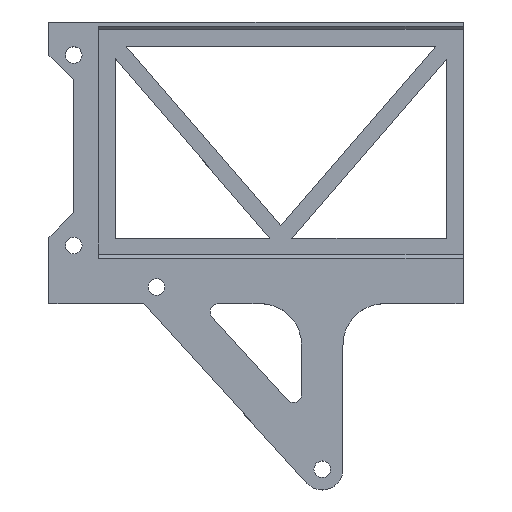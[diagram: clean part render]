
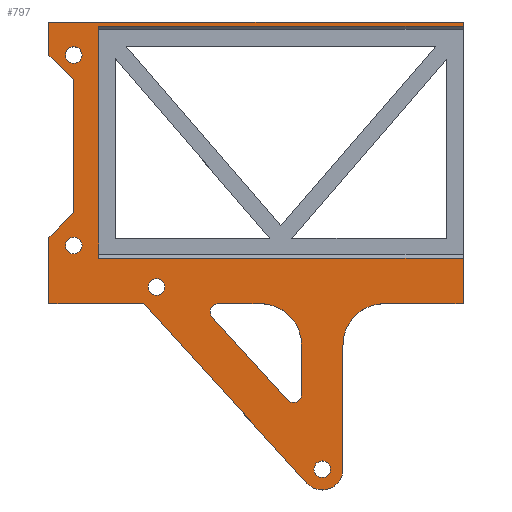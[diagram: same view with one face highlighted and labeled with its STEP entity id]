
A CAD part, top view. The second image highlights one B-rep face of the part: STEP entity #797.
In plain terms, the highlighted planar face has unit normal (0, 0, 1).
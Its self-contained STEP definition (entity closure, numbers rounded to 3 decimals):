
#26=FACE_BOUND('',#137,.T.);
#27=FACE_BOUND('',#138,.T.);
#28=FACE_BOUND('',#139,.T.);
#29=FACE_BOUND('',#140,.T.);
#30=FACE_BOUND('',#141,.T.);
#52=PLANE('',#870);
#87=FACE_OUTER_BOUND('',#136,.T.);
#136=EDGE_LOOP('',(#684,#685,#686,#687,#688,#689,#690,#691,#692,#693,#694,
#695,#696,#697,#698,#699,#700));
#137=EDGE_LOOP('',(#701,#702,#703,#704,#705,#706));
#138=EDGE_LOOP('',(#707));
#139=EDGE_LOOP('',(#708,#709));
#140=EDGE_LOOP('',(#710,#711));
#141=EDGE_LOOP('',(#712,#713));
#156=LINE('',#1112,#246);
#158=LINE('',#1122,#248);
#164=LINE('',#1133,#254);
#165=LINE('',#1136,#255);
#170=LINE('',#1151,#260);
#174=LINE('',#1162,#264);
#179=LINE('',#1178,#269);
#215=LINE('',#1258,#305);
#221=LINE('',#1270,#311);
#223=LINE('',#1273,#313);
#225=LINE('',#1277,#315);
#226=LINE('',#1279,#316);
#227=LINE('',#1281,#317);
#228=LINE('',#1283,#318);
#229=LINE('',#1285,#319);
#230=LINE('',#1287,#320);
#231=LINE('',#1289,#321);
#232=LINE('',#1290,#322);
#246=VECTOR('',#901,10.);
#248=VECTOR('',#911,10.);
#254=VECTOR('',#919,10.);
#255=VECTOR('',#922,10.);
#260=VECTOR('',#935,10.);
#264=VECTOR('',#947,10.);
#269=VECTOR('',#966,10.);
#305=VECTOR('',#1030,10.);
#311=VECTOR('',#1038,10.);
#313=VECTOR('',#1042,10.);
#315=VECTOR('',#1048,10.);
#316=VECTOR('',#1049,10.);
#317=VECTOR('',#1050,10.);
#318=VECTOR('',#1051,10.);
#319=VECTOR('',#1052,10.);
#320=VECTOR('',#1053,10.);
#321=VECTOR('',#1054,10.);
#322=VECTOR('',#1055,10.);
#333=CIRCLE('',#830,1.);
#334=CIRCLE('',#833,1.);
#336=CIRCLE('',#839,5.);
#339=CIRCLE('',#844,5.);
#341=CIRCLE('',#848,1.);
#343=CIRCLE('',#851,2.5);
#347=CIRCLE('',#871,1.);
#348=CIRCLE('',#872,1.);
#349=CIRCLE('',#873,1.);
#350=CIRCLE('',#874,1.);
#351=CIRCLE('',#875,1.);
#352=CIRCLE('',#876,1.);
#355=VERTEX_POINT('',#1102);
#356=VERTEX_POINT('',#1104);
#358=VERTEX_POINT('',#1110);
#359=VERTEX_POINT('',#1114);
#361=VERTEX_POINT('',#1120);
#362=VERTEX_POINT('',#1121);
#366=VERTEX_POINT('',#1131);
#367=VERTEX_POINT('',#1135);
#369=VERTEX_POINT('',#1141);
#370=VERTEX_POINT('',#1142);
#373=VERTEX_POINT('',#1150);
#376=VERTEX_POINT('',#1158);
#378=VERTEX_POINT('',#1167);
#380=VERTEX_POINT('',#1176);
#408=VERTEX_POINT('',#1254);
#410=VERTEX_POINT('',#1257);
#413=VERTEX_POINT('',#1264);
#415=VERTEX_POINT('',#1268);
#416=VERTEX_POINT('',#1278);
#417=VERTEX_POINT('',#1280);
#418=VERTEX_POINT('',#1282);
#419=VERTEX_POINT('',#1284);
#420=VERTEX_POINT('',#1286);
#421=VERTEX_POINT('',#1288);
#422=VERTEX_POINT('',#1291);
#423=VERTEX_POINT('',#1292);
#424=VERTEX_POINT('',#1295);
#425=VERTEX_POINT('',#1296);
#426=VERTEX_POINT('',#1299);
#427=VERTEX_POINT('',#1300);
#430=EDGE_CURVE('',#355,#356,#333,.T.);
#434=EDGE_CURVE('',#355,#358,#156,.T.);
#435=EDGE_CURVE('',#359,#358,#334,.T.);
#438=EDGE_CURVE('',#361,#362,#158,.T.);
#444=EDGE_CURVE('',#359,#366,#164,.T.);
#445=EDGE_CURVE('',#367,#361,#165,.T.);
#448=EDGE_CURVE('',#369,#370,#336,.T.);
#452=EDGE_CURVE('',#373,#370,#170,.T.);
#457=EDGE_CURVE('',#376,#366,#339,.T.);
#458=EDGE_CURVE('',#376,#356,#174,.T.);
#462=EDGE_CURVE('',#378,#378,#341,.T.);
#464=EDGE_CURVE('',#362,#373,#343,.T.);
#467=EDGE_CURVE('',#369,#380,#179,.T.);
#506=EDGE_CURVE('',#410,#408,#215,.T.);
#512=EDGE_CURVE('',#413,#415,#221,.T.);
#514=EDGE_CURVE('',#408,#413,#223,.T.);
#516=EDGE_CURVE('',#380,#410,#225,.T.);
#517=EDGE_CURVE('',#415,#416,#226,.T.);
#518=EDGE_CURVE('',#416,#417,#227,.T.);
#519=EDGE_CURVE('',#417,#418,#228,.T.);
#520=EDGE_CURVE('',#419,#418,#229,.T.);
#521=EDGE_CURVE('',#419,#420,#230,.T.);
#522=EDGE_CURVE('',#421,#420,#231,.T.);
#523=EDGE_CURVE('',#421,#367,#232,.T.);
#524=EDGE_CURVE('',#422,#423,#347,.T.);
#525=EDGE_CURVE('',#423,#422,#348,.T.);
#526=EDGE_CURVE('',#424,#425,#349,.T.);
#527=EDGE_CURVE('',#425,#424,#350,.T.);
#528=EDGE_CURVE('',#426,#427,#351,.T.);
#529=EDGE_CURVE('',#427,#426,#352,.T.);
#684=ORIENTED_EDGE('',*,*,#438,.T.);
#685=ORIENTED_EDGE('',*,*,#464,.T.);
#686=ORIENTED_EDGE('',*,*,#452,.T.);
#687=ORIENTED_EDGE('',*,*,#448,.F.);
#688=ORIENTED_EDGE('',*,*,#467,.T.);
#689=ORIENTED_EDGE('',*,*,#516,.T.);
#690=ORIENTED_EDGE('',*,*,#506,.T.);
#691=ORIENTED_EDGE('',*,*,#514,.T.);
#692=ORIENTED_EDGE('',*,*,#512,.T.);
#693=ORIENTED_EDGE('',*,*,#517,.T.);
#694=ORIENTED_EDGE('',*,*,#518,.T.);
#695=ORIENTED_EDGE('',*,*,#519,.T.);
#696=ORIENTED_EDGE('',*,*,#520,.F.);
#697=ORIENTED_EDGE('',*,*,#521,.T.);
#698=ORIENTED_EDGE('',*,*,#522,.F.);
#699=ORIENTED_EDGE('',*,*,#523,.T.);
#700=ORIENTED_EDGE('',*,*,#445,.T.);
#701=ORIENTED_EDGE('',*,*,#444,.T.);
#702=ORIENTED_EDGE('',*,*,#457,.F.);
#703=ORIENTED_EDGE('',*,*,#458,.T.);
#704=ORIENTED_EDGE('',*,*,#430,.F.);
#705=ORIENTED_EDGE('',*,*,#434,.T.);
#706=ORIENTED_EDGE('',*,*,#435,.F.);
#707=ORIENTED_EDGE('',*,*,#462,.T.);
#708=ORIENTED_EDGE('',*,*,#524,.T.);
#709=ORIENTED_EDGE('',*,*,#525,.T.);
#710=ORIENTED_EDGE('',*,*,#526,.T.);
#711=ORIENTED_EDGE('',*,*,#527,.T.);
#712=ORIENTED_EDGE('',*,*,#528,.T.);
#713=ORIENTED_EDGE('',*,*,#529,.T.);
#797=ADVANCED_FACE('',(#87,#26,#27,#28,#29,#30),#52,.T.);
#830=AXIS2_PLACEMENT_3D('',#1105,#894,#895);
#833=AXIS2_PLACEMENT_3D('',#1115,#904,#905);
#839=AXIS2_PLACEMENT_3D('',#1143,#927,#928);
#844=AXIS2_PLACEMENT_3D('',#1160,#943,#944);
#848=AXIS2_PLACEMENT_3D('',#1169,#954,#955);
#851=AXIS2_PLACEMENT_3D('',#1172,#960,#961);
#870=AXIS2_PLACEMENT_3D('',#1276,#1046,#1047);
#871=AXIS2_PLACEMENT_3D('',#1293,#1056,#1057);
#872=AXIS2_PLACEMENT_3D('',#1294,#1058,#1059);
#873=AXIS2_PLACEMENT_3D('',#1297,#1060,#1061);
#874=AXIS2_PLACEMENT_3D('',#1298,#1062,#1063);
#875=AXIS2_PLACEMENT_3D('',#1301,#1064,#1065);
#876=AXIS2_PLACEMENT_3D('',#1302,#1066,#1067);
#894=DIRECTION('center_axis',(0.,0.,1.));
#895=DIRECTION('ref_axis',(0.361,-0.933,0.));
#901=DIRECTION('',(-0.673,0.74,0.));
#904=DIRECTION('center_axis',(0.,0.,1.));
#905=DIRECTION('ref_axis',(-0.915,0.405,0.));
#911=DIRECTION('',(0.673,-0.74,0.));
#919=DIRECTION('',(1.,0.,0.));
#922=DIRECTION('',(1.,0.,0.));
#927=DIRECTION('center_axis',(0.,0.,1.));
#928=DIRECTION('ref_axis',(-0.707,0.707,0.));
#935=DIRECTION('',(0.,1.,0.));
#943=DIRECTION('center_axis',(0.,0.,1.));
#944=DIRECTION('ref_axis',(0.707,0.707,0.));
#947=DIRECTION('',(0.,-1.,0.));
#954=DIRECTION('center_axis',(0.,0.,-1.));
#955=DIRECTION('ref_axis',(-1.,0.,0.));
#960=DIRECTION('center_axis',(0.,0.,1.));
#961=DIRECTION('ref_axis',(-1.,0.,0.));
#966=DIRECTION('',(1.,0.,0.));
#1030=DIRECTION('',(-1.,0.,0.));
#1038=DIRECTION('',(1.,0.,0.));
#1042=DIRECTION('',(0.,1.,0.));
#1046=DIRECTION('center_axis',(0.,0.,1.));
#1047=DIRECTION('ref_axis',(1.,0.,0.));
#1048=DIRECTION('',(0.,1.,0.));
#1049=DIRECTION('',(0.,1.,0.));
#1050=DIRECTION('',(-1.,0.,0.));
#1051=DIRECTION('',(0.,-1.,0.));
#1052=DIRECTION('',(-0.707,0.707,0.));
#1053=DIRECTION('',(0.,-1.,0.));
#1054=DIRECTION('',(0.707,0.707,0.));
#1055=DIRECTION('',(0.,-1.,0.));
#1056=DIRECTION('center_axis',(0.,0.,-1.));
#1057=DIRECTION('ref_axis',(1.,0.,0.));
#1058=DIRECTION('center_axis',(0.,0.,-1.));
#1059=DIRECTION('ref_axis',(1.,0.,0.));
#1060=DIRECTION('center_axis',(0.,0.,-1.));
#1061=DIRECTION('ref_axis',(1.,0.,0.));
#1062=DIRECTION('center_axis',(0.,0.,-1.));
#1063=DIRECTION('ref_axis',(1.,0.,0.));
#1064=DIRECTION('center_axis',(0.,0.,-1.));
#1065=DIRECTION('ref_axis',(1.,0.,0.));
#1066=DIRECTION('center_axis',(0.,0.,-1.));
#1067=DIRECTION('ref_axis',(1.,0.,0.));
#1102=CARTESIAN_POINT('',(2.715,-30.158,2.));
#1104=CARTESIAN_POINT('',(4.455,-29.485,2.));
#1105=CARTESIAN_POINT('Origin',(3.455,-29.485,2.));
#1110=CARTESIAN_POINT('',(-6.328,-20.211,2.));
#1112=CARTESIAN_POINT('',(8.805,-36.857,2.));
#1114=CARTESIAN_POINT('',(-5.588,-18.538,2.));
#1115=CARTESIAN_POINT('Origin',(-5.588,-19.538,2.));
#1120=CARTESIAN_POINT('',(-14.606,-18.538,2.));
#1121=CARTESIAN_POINT('',(5.105,-40.22,2.));
#1122=CARTESIAN_POINT('',(-14.895,-18.22,2.));
#1131=CARTESIAN_POINT('',(-0.545,-18.538,2.));
#1133=CARTESIAN_POINT('',(-26.045,-18.538,2.));
#1135=CARTESIAN_POINT('',(-26.045,-18.538,2.));
#1136=CARTESIAN_POINT('',(-26.045,-18.538,2.));
#1141=CARTESIAN_POINT('',(14.455,-18.538,2.));
#1142=CARTESIAN_POINT('',(9.455,-23.538,2.));
#1143=CARTESIAN_POINT('Origin',(14.455,-23.538,2.));
#1150=CARTESIAN_POINT('',(9.455,-38.538,2.));
#1151=CARTESIAN_POINT('',(9.455,-38.538,2.));
#1158=CARTESIAN_POINT('',(4.455,-23.538,2.));
#1160=CARTESIAN_POINT('Origin',(-0.545,-23.538,2.));
#1162=CARTESIAN_POINT('',(4.455,-18.538,2.));
#1167=CARTESIAN_POINT('',(7.955,-38.538,2.));
#1169=CARTESIAN_POINT('Origin',(6.955,-38.538,2.));
#1172=CARTESIAN_POINT('Origin',(6.955,-38.538,2.));
#1176=CARTESIAN_POINT('',(23.955,-18.538,2.));
#1178=CARTESIAN_POINT('',(-26.045,-18.538,2.));
#1254=CARTESIAN_POINT('',(-20.045,-13.038,2.));
#1257=CARTESIAN_POINT('',(23.955,-13.038,2.));
#1258=CARTESIAN_POINT('',(11.455,-13.038,2.));
#1264=CARTESIAN_POINT('',(-20.045,14.962,2.));
#1268=CARTESIAN_POINT('',(23.955,14.962,2.));
#1270=CARTESIAN_POINT('',(-10.545,14.962,2.));
#1273=CARTESIAN_POINT('',(-20.045,-7.288,2.));
#1276=CARTESIAN_POINT('Origin',(-1.045,-1.538,2.));
#1277=CARTESIAN_POINT('',(23.955,-18.538,2.));
#1278=CARTESIAN_POINT('',(23.955,15.462,2.));
#1279=CARTESIAN_POINT('',(23.955,-18.538,2.));
#1280=CARTESIAN_POINT('',(-26.045,15.462,2.));
#1281=CARTESIAN_POINT('',(23.955,15.462,2.));
#1282=CARTESIAN_POINT('',(-26.045,11.462,2.));
#1283=CARTESIAN_POINT('',(-26.045,15.462,2.));
#1284=CARTESIAN_POINT('',(-23.045,8.462,2.));
#1285=CARTESIAN_POINT('',(-15.795,1.212,2.));
#1286=CARTESIAN_POINT('',(-23.045,-7.538,2.));
#1287=CARTESIAN_POINT('',(-23.045,3.462,2.));
#1288=CARTESIAN_POINT('',(-26.045,-10.538,2.));
#1289=CARTESIAN_POINT('',(-16.795,-1.288,2.));
#1290=CARTESIAN_POINT('',(-26.045,15.462,2.));
#1291=CARTESIAN_POINT('',(-12.045,-16.538,2.));
#1292=CARTESIAN_POINT('',(-14.045,-16.538,2.));
#1293=CARTESIAN_POINT('Origin',(-13.045,-16.538,2.));
#1294=CARTESIAN_POINT('Origin',(-13.045,-16.538,2.));
#1295=CARTESIAN_POINT('',(-22.045,11.462,2.));
#1296=CARTESIAN_POINT('',(-24.045,11.462,2.));
#1297=CARTESIAN_POINT('Origin',(-23.045,11.462,2.));
#1298=CARTESIAN_POINT('Origin',(-23.045,11.462,2.));
#1299=CARTESIAN_POINT('',(-22.045,-11.538,2.));
#1300=CARTESIAN_POINT('',(-24.045,-11.538,2.));
#1301=CARTESIAN_POINT('Origin',(-23.045,-11.538,2.));
#1302=CARTESIAN_POINT('Origin',(-23.045,-11.538,2.));
